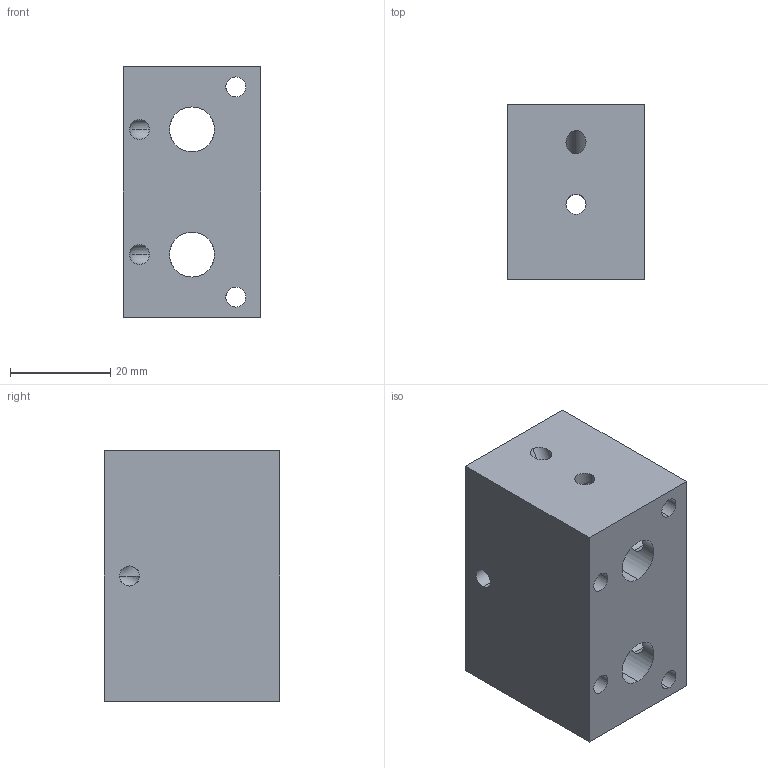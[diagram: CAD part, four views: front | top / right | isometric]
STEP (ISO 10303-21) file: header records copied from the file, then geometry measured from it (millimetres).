
FILE_DESCRIPTION (( 'STEP AP203' ), '1' );
FILE_NAME ('Manifold exercise part.STEP', '2022-02-21T18:46:41', ( '' ), ( '' ), 'SwSTEP 2.0', 'SolidWorks 2019', '' );
FILE_SCHEMA (( 'CONFIG_CONTROL_DESIGN' ));
Length unit declared in the file: millimetre
Products named in the file (1): Manifold exercise part
Bounding box: 27.5 x 35 x 50 mm (x, y, z)
Volume: 40359.4 mm3; surface area: 12730.3 mm2
Topology: 1 solids, 1 shells, 74 faces, 219 edges, 133 vertices
Faces by surface type: cylinder 56, torus 12, plane 6
Entity records: 3494 total; most frequent: CARTESIAN_POINT 1451, ORIENTED_EDGE 438, DIRECTION 382, EDGE_CURVE 219, AXIS2_PLACEMENT_3D 151, VERTEX_POINT 133, EDGE_LOOP 104, LINE 80
